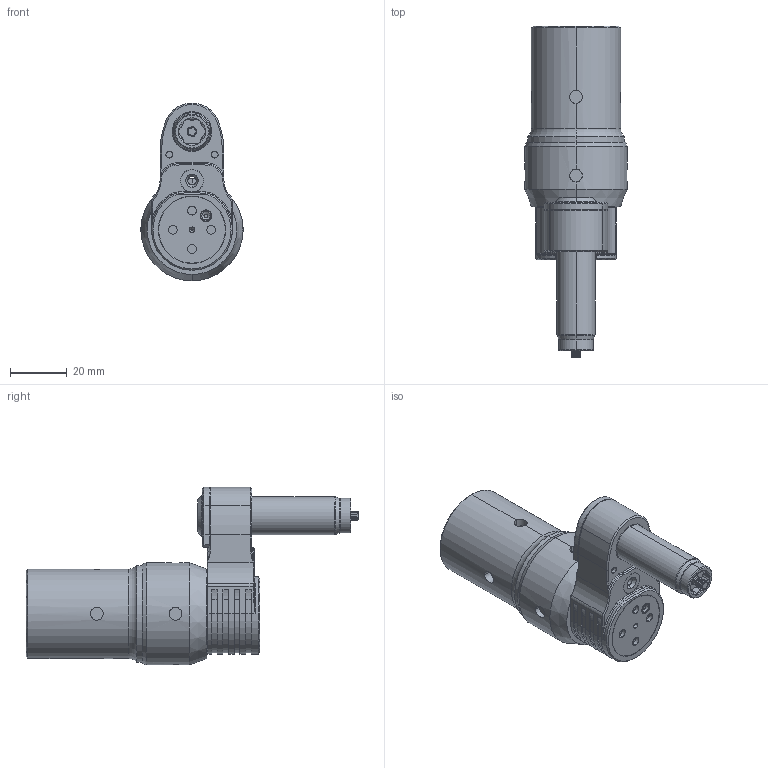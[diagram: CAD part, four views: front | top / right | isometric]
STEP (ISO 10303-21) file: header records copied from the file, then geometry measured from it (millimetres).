
FILE_DESCRIPTION((''),'2;1');
FILE_NAME('3513001876_SW0001','2023-11-19T20:03:17',('INEdipo'),(''),'CREO PARAMETRIC BY PTC INC, 2022414','CREO PARAMETRIC BY PTC INC, 2022414','');
FILE_SCHEMA(('AP242_MANAGED_MODEL_BASED_3D_ENGINEERING_MIM_LF { 1 0 10303 442 1 1 4 }'));
Length unit declared in the file: inch
Products named in the file (1): 3513001876_SW0001
Bounding box: 36 x 117 x 62.65 mm (x, y, z)
Volume: 81970.3 mm3; surface area: 16561.2 mm2
Topology: 2 solids, 2 shells, 539 faces, 1377 edges, 870 vertices
Faces by surface type: cylinder 198, plane 151, cone 107, torus 49, extrusion 30, bspline 4
Entity records: 23419 total; most frequent: CARTESIAN_POINT 6461, ORIENTED_EDGE 2754, DIRECTION 2715, EDGE_CURVE 1377, AXIS2_PLACEMENT_3D 1042, VERTEX_POINT 870, VECTOR 631, LINE 601
